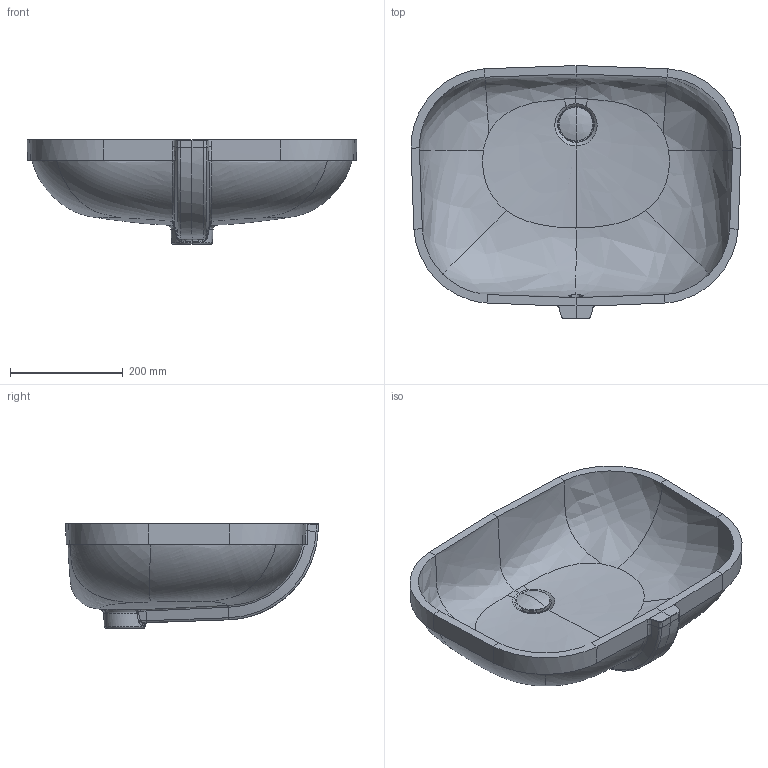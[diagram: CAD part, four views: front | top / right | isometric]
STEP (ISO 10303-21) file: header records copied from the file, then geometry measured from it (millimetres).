
FILE_DESCRIPTION(/* description */ (''),/* implementation_level */ '2;1');
FILE_NAME(/* name */ '033856',/* time_stamp */ '2024-08-20T09:04:30+02:00',/* author */ (''),/* organization */ (''),/* preprocessor_version */ 'ST-DEVELOPER v15',/* originating_system */ '',/* authorisation */ '');
FILE_SCHEMA (('AUTOMOTIVE_DESIGN'));
Products named in the file (1): Document
Bounding box: 586 x 449.02 x 186 mm (x, y, z)
Volume: 5310492.4 mm3; surface area: 780686.1 mm2
Topology: 3 solids, 3 shells, 213 faces, 533 edges, 323 vertices
Faces by surface type: bspline 164, plane 49
Entity records: 444033 total; most frequent: CARTESIAN_POINT 440741, ORIENTED_EDGE 1062, EDGE_CURVE 531, B_SPLINE_CURVE_WITH_KNOTS 441, VERTEX_POINT 323, EDGE_LOOP 216, ADVANCED_FACE 213, FACE_OUTER_BOUND 213
